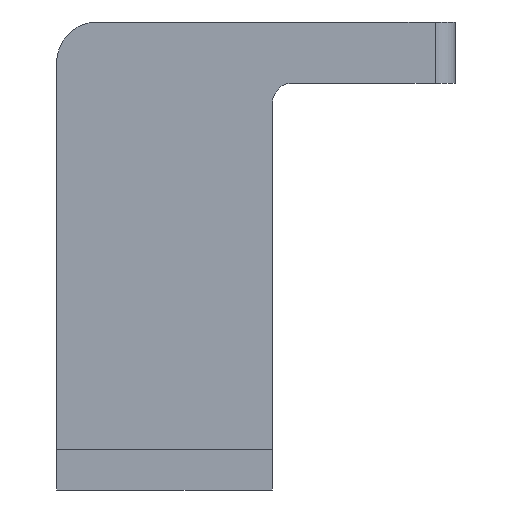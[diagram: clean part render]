
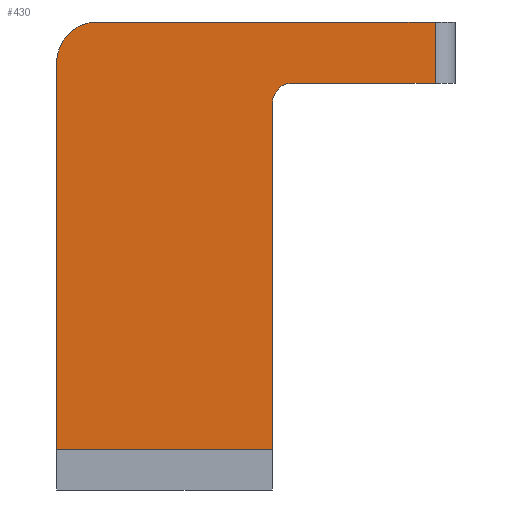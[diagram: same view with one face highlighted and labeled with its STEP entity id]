
A CAD part, front view. The second image highlights one B-rep face of the part: STEP entity #430.
In plain terms, the highlighted planar face has unit normal (0, -1, 0).
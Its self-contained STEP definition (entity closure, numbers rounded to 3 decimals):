
#19=PLANE('',#469);
#36=FACE_OUTER_BOUND('',#59,.T.);
#59=EDGE_LOOP('',(#300,#301,#302,#303,#304,#305,#306,#307));
#85=LINE('',#644,#132);
#86=LINE('',#646,#133);
#87=LINE('',#648,#134);
#88=LINE('',#652,#135);
#89=LINE('',#654,#136);
#90=LINE('',#655,#137);
#132=VECTOR('',#517,10.);
#133=VECTOR('',#518,10.);
#134=VECTOR('',#519,10.);
#135=VECTOR('',#522,10.);
#136=VECTOR('',#523,10.);
#137=VECTOR('',#524,10.);
#177=CIRCLE('',#467,2.);
#179=CIRCLE('',#470,1.);
#191=VERTEX_POINT('',#634);
#192=VERTEX_POINT('',#635);
#195=VERTEX_POINT('',#643);
#196=VERTEX_POINT('',#645);
#197=VERTEX_POINT('',#647);
#198=VERTEX_POINT('',#649);
#199=VERTEX_POINT('',#651);
#200=VERTEX_POINT('',#653);
#233=EDGE_CURVE('',#191,#192,#177,.T.);
#237=EDGE_CURVE('',#195,#191,#85,.T.);
#238=EDGE_CURVE('',#195,#196,#86,.F.);
#239=EDGE_CURVE('',#196,#197,#87,.F.);
#240=EDGE_CURVE('',#198,#197,#179,.T.);
#241=EDGE_CURVE('',#199,#198,#88,.T.);
#242=EDGE_CURVE('',#200,#199,#89,.T.);
#243=EDGE_CURVE('',#192,#200,#90,.F.);
#300=ORIENTED_EDGE('',*,*,#233,.F.);
#301=ORIENTED_EDGE('',*,*,#237,.F.);
#302=ORIENTED_EDGE('',*,*,#238,.T.);
#303=ORIENTED_EDGE('',*,*,#239,.T.);
#304=ORIENTED_EDGE('',*,*,#240,.F.);
#305=ORIENTED_EDGE('',*,*,#241,.F.);
#306=ORIENTED_EDGE('',*,*,#242,.F.);
#307=ORIENTED_EDGE('',*,*,#243,.F.);
#430=ADVANCED_FACE('',(#36),#19,.T.);
#467=AXIS2_PLACEMENT_3D('',#636,#509,#510);
#469=AXIS2_PLACEMENT_3D('',#642,#515,#516);
#470=AXIS2_PLACEMENT_3D('',#650,#520,#521);
#509=DIRECTION('center_axis',(0.,1.,0.));
#510=DIRECTION('ref_axis',(-0.707,0.,0.707));
#515=DIRECTION('center_axis',(0.,-1.,0.));
#516=DIRECTION('ref_axis',(1.,0.,0.));
#517=DIRECTION('',(0.,0.,1.));
#518=DIRECTION('',(-1.,0.,0.));
#519=DIRECTION('',(0.,0.,-1.));
#520=DIRECTION('center_axis',(0.,-1.,0.));
#521=DIRECTION('ref_axis',(-0.707,0.,0.707));
#522=DIRECTION('',(-1.,0.,0.));
#523=DIRECTION('',(0.,0.,-1.));
#524=DIRECTION('',(-1.,0.,0.));
#634=CARTESIAN_POINT('',(-248.55,261.247,36.));
#635=CARTESIAN_POINT('',(-246.55,261.247,38.));
#636=CARTESIAN_POINT('Origin',(-246.55,261.247,36.));
#642=CARTESIAN_POINT('Origin',(-248.25,261.247,17.));
#643=CARTESIAN_POINT('',(-248.55,261.247,17.));
#644=CARTESIAN_POINT('',(-248.55,261.247,17.));
#645=CARTESIAN_POINT('',(-237.95,261.247,17.));
#646=CARTESIAN_POINT('',(-245.75,261.247,17.));
#647=CARTESIAN_POINT('',(-237.95,261.247,34.));
#648=CARTESIAN_POINT('',(-237.95,261.247,17.));
#649=CARTESIAN_POINT('',(-236.95,261.247,35.));
#650=CARTESIAN_POINT('Origin',(-236.95,261.247,34.));
#651=CARTESIAN_POINT('',(-229.95,261.247,35.));
#652=CARTESIAN_POINT('',(-243.5,261.247,35.));
#653=CARTESIAN_POINT('',(-229.95,261.247,38.));
#654=CARTESIAN_POINT('',(-229.95,261.247,26.));
#655=CARTESIAN_POINT('',(-243.5,261.247,38.));
